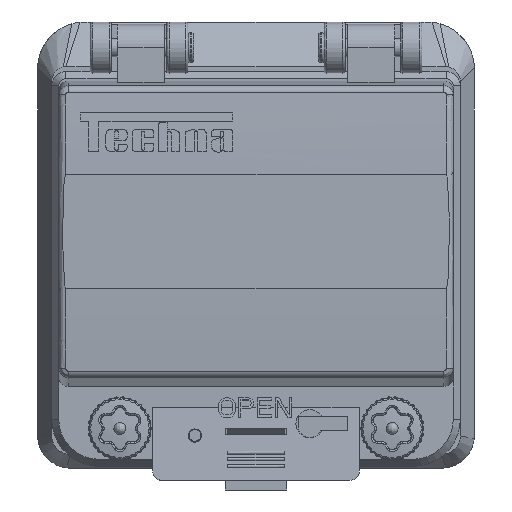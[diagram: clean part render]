
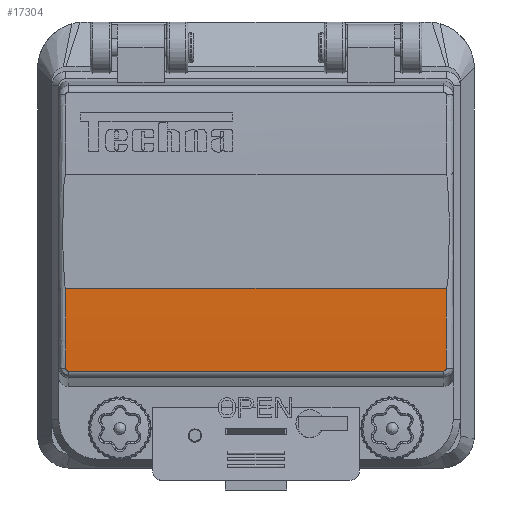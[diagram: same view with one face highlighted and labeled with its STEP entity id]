
A CAD part, front view. The second image highlights one B-rep face of the part: STEP entity #17304.
In plain terms, the highlighted cylindrical face has radius 405.06 mm (diameter 810.12 mm), a partial arc.
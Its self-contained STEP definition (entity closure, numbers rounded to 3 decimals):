
#1470 = CARTESIAN_POINT ( 'NONE',  ( 29.763, 40., -12.087 ) ) ;
#1916 = CARTESIAN_POINT ( 'NONE',  ( 29.314, 40.5, -12.12 ) ) ;
#3019 = B_SPLINE_CURVE_WITH_KNOTS ( 'NONE', 3,
 ( #15145, #1916, #12604, #23256, #33250, #19073, #43483, #30223, #4508, #37211, #1470 ),
 .UNSPECIFIED., .F., .F.,
 ( 4, 2, 1, 2, 2, 4 ),
 ( 0., 0.25, 0.375, 0.437, 0.5, 1. ),
 .UNSPECIFIED. ) ;
#3411 = EDGE_CURVE ( 'NONE', #37222, #6136, #3019, .T. ) ;
#3792 = CYLINDRICAL_SURFACE ( 'NONE', #13081, 405.06 ) ;
#3856 = EDGE_CURVE ( 'NONE', #42923, #13673, #34483, .T. ) ;
#4034 = EDGE_CURVE ( 'NONE', #6136, #42923, #10871, .T. ) ;
#4508 = CARTESIAN_POINT ( 'NONE',  ( 29.701, 40.274, -12.092 ) ) ;
#4676 = DIRECTION ( 'NONE',  ( 0., -1., 0. ) ) ;
#4697 = CARTESIAN_POINT ( 'NONE',  ( 12.09, -42., -13. ) ) ;
#4893 = CARTESIAN_POINT ( 'NONE',  ( 0.043, -40.5, 391.881 ) ) ;
#5817 = EDGE_CURVE ( 'NONE', #34004, #25370, #8390, .T. ) ;
#5822 = CARTESIAN_POINT ( 'NONE',  ( 29.665, -40.295, -12.095 ) ) ;
#6136 = VERTEX_POINT ( 'NONE', #36876 ) ;
#6394 = VECTOR ( 'NONE', #37183, 1000. ) ;
#8390 = LINE ( 'NONE', #4697, #6394 ) ;
#8571 = ORIENTED_EDGE ( 'NONE', *, *, #30374, .F. ) ;
#9520 = CARTESIAN_POINT ( 'NONE',  ( 29.645, -40.319, -12.096 ) ) ;
#9796 = ORIENTED_EDGE ( 'NONE', *, *, #3411, .T. ) ;
#10721 = CARTESIAN_POINT ( 'NONE',  ( 0.043, -42., 391.881 ) ) ;
#10871 = LINE ( 'NONE', #28291, #18498 ) ;
#11841 = CARTESIAN_POINT ( 'NONE',  ( 29.76, -40.065, -12.088 ) ) ;
#12210 = ORIENTED_EDGE ( 'NONE', *, *, #42641, .F. ) ;
#12407 = EDGE_LOOP ( 'NONE', ( #34859, #8571, #9796, #35532, #29096, #12210 ) ) ;
#12604 = CARTESIAN_POINT ( 'NONE',  ( 29.379, 40.487, -12.115 ) ) ;
#13081 = AXIS2_PLACEMENT_3D ( 'NONE', #10721, #17900, #32063 ) ;
#13082 = AXIS2_PLACEMENT_3D ( 'NONE', #18143, #43716, #22101 ) ;
#13241 = CARTESIAN_POINT ( 'NONE',  ( 29.635, -40.33, -12.097 ) ) ;
#13673 = VERTEX_POINT ( 'NONE', #19519 ) ;
#14357 = CARTESIAN_POINT ( 'NONE',  ( 29.247, 40.5, -12.125 ) ) ;
#15145 = CARTESIAN_POINT ( 'NONE',  ( 29.247, 40.5, -12.125 ) ) ;
#16479 = CARTESIAN_POINT ( 'NONE',  ( 29.527, -40.442, -12.105 ) ) ;
#17304 = ADVANCED_FACE ( 'NONE', ( #35332 ), #3792, .T. ) ;
#17900 = DIRECTION ( 'NONE',  ( 0., 1., 0. ) ) ;
#18143 = CARTESIAN_POINT ( 'NONE',  ( 0.043, 40.5, 391.881 ) ) ;
#18498 = VECTOR ( 'NONE', #25046, 1000. ) ;
#18745 = CARTESIAN_POINT ( 'NONE',  ( 29.763, -40., -12.087 ) ) ;
#19009 = CARTESIAN_POINT ( 'NONE',  ( 29.748, -40.127, -12.089 ) ) ;
#19073 = CARTESIAN_POINT ( 'NONE',  ( 29.55, 40.405, -12.103 ) ) ;
#19519 = CARTESIAN_POINT ( 'NONE',  ( 29.247, -40.5, -12.125 ) ) ;
#22101 = DIRECTION ( 'NONE',  ( 0.077, 0., -0.997 ) ) ;
#22402 = CARTESIAN_POINT ( 'NONE',  ( 12.09, -40.5, -13. ) ) ;
#23256 = CARTESIAN_POINT ( 'NONE',  ( 29.469, 40.453, -12.109 ) ) ;
#24125 = CARTESIAN_POINT ( 'NONE',  ( 29.247, -40.5, -12.125 ) ) ;
#25046 = DIRECTION ( 'NONE',  ( 0., -1., 0. ) ) ;
#25370 = VERTEX_POINT ( 'NONE', #22402 ) ;
#26000 = CARTESIAN_POINT ( 'NONE',  ( 29.714, -40.216, -12.091 ) ) ;
#26406 = CIRCLE ( 'NONE', #13082, 405.06 ) ;
#28291 = CARTESIAN_POINT ( 'NONE',  ( 29.763, -42., -12.087 ) ) ;
#29096 = ORIENTED_EDGE ( 'NONE', *, *, #3856, .T. ) ;
#29469 = CARTESIAN_POINT ( 'NONE',  ( 29.763, -40.033, -12.087 ) ) ;
#29710 = CARTESIAN_POINT ( 'NONE',  ( 29.738, -40.159, -12.089 ) ) ;
#30223 = CARTESIAN_POINT ( 'NONE',  ( 29.586, 40.378, -12.1 ) ) ;
#30374 = EDGE_CURVE ( 'NONE', #37222, #34004, #26406, .T. ) ;
#30418 = DIRECTION ( 'NONE',  ( -0.289, 0., -0.957 ) ) ;
#32063 = DIRECTION ( 'NONE',  ( 0., 0., 1. ) ) ;
#33250 = CARTESIAN_POINT ( 'NONE',  ( 29.511, 40.432, -12.106 ) ) ;
#34004 = VERTEX_POINT ( 'NONE', #44159 ) ;
#34483 = B_SPLINE_CURVE_WITH_KNOTS ( 'NONE', 3,
 ( #36462, #29469, #11841, #19009, #29710, #26000, #43895, #5822, #9520, #13241, #16479, #45053, #24125 ),
 .UNSPECIFIED., .F., .F.,
 ( 4, 2, 2, 1, 2, 2, 4 ),
 ( 0., 0.125, 0.25, 0.375, 0.438, 0.5, 1. ),
 .UNSPECIFIED. ) ;
#34859 = ORIENTED_EDGE ( 'NONE', *, *, #5817, .F. ) ;
#35332 = FACE_OUTER_BOUND ( 'NONE', #12407, .T. ) ;
#35532 = ORIENTED_EDGE ( 'NONE', *, *, #4034, .T. ) ;
#36462 = CARTESIAN_POINT ( 'NONE',  ( 29.763, -40., -12.087 ) ) ;
#36876 = CARTESIAN_POINT ( 'NONE',  ( 29.763, 40., -12.087 ) ) ;
#37183 = DIRECTION ( 'NONE',  ( 0., -1., 0. ) ) ;
#37211 = CARTESIAN_POINT ( 'NONE',  ( 29.763, 40.144, -12.087 ) ) ;
#37222 = VERTEX_POINT ( 'NONE', #14357 ) ;
#42641 = EDGE_CURVE ( 'NONE', #25370, #13673, #44403, .T. ) ;
#42923 = VERTEX_POINT ( 'NONE', #18745 ) ;
#43483 = CARTESIAN_POINT ( 'NONE',  ( 29.575, 40.387, -12.101 ) ) ;
#43653 = AXIS2_PLACEMENT_3D ( 'NONE', #4893, #4676, #30418 ) ;
#43716 = DIRECTION ( 'NONE',  ( 0., 1., 0. ) ) ;
#43895 = CARTESIAN_POINT ( 'NONE',  ( 29.692, -40.257, -12.093 ) ) ;
#44159 = CARTESIAN_POINT ( 'NONE',  ( 12.09, 40.5, -13. ) ) ;
#44403 = CIRCLE ( 'NONE', #43653, 405.06 ) ;
#45053 = CARTESIAN_POINT ( 'NONE',  ( 29.392, -40.5, -12.115 ) ) ;
